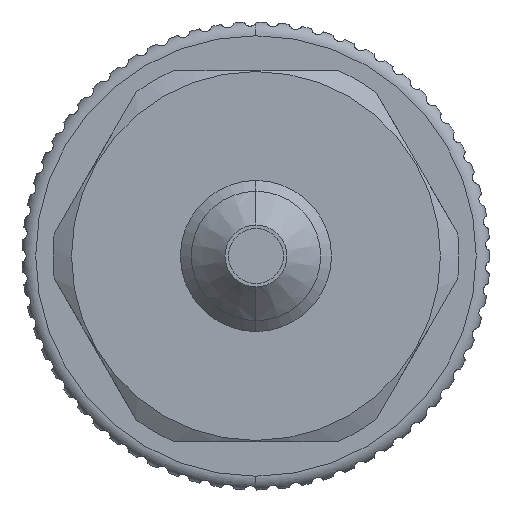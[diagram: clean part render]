
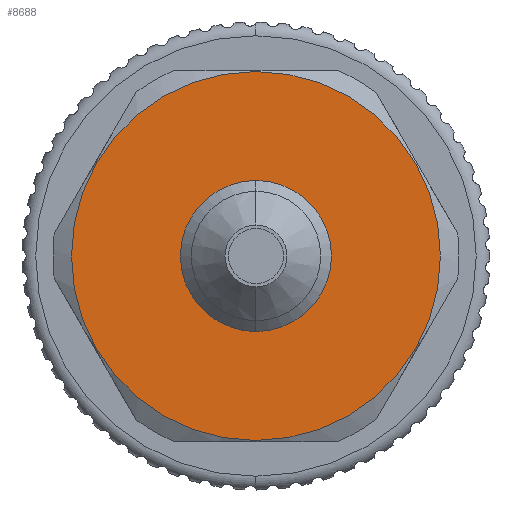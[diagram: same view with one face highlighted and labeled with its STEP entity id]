
A CAD part, front view. The second image highlights one B-rep face of the part: STEP entity #8688.
In plain terms, the highlighted planar face has unit normal (0, -1, 0).
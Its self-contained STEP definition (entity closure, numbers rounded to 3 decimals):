
#168 = DIRECTION ( 'NONE',  ( 0., 0., -1. ) ) ;
#354 = ORIENTED_EDGE ( 'NONE', *, *, #10633, .T. ) ;
#1138 = CIRCLE ( 'NONE', #3248, 13.4 ) ;
#1551 = FACE_OUTER_BOUND ( 'NONE', #6244, .T. ) ;
#1885 = VERTEX_POINT ( 'NONE', #6267 ) ;
#1985 = CARTESIAN_POINT ( 'NONE',  ( 0., 14., 0. ) ) ;
#2421 = EDGE_CURVE ( 'NONE', #10001, #6722, #6392, .T. ) ;
#2480 = DIRECTION ( 'NONE',  ( 0., 0., -1. ) ) ;
#2590 = ORIENTED_EDGE ( 'NONE', *, *, #2421, .F. ) ;
#2895 = DIRECTION ( 'NONE',  ( 0., 0., -1. ) ) ;
#2973 = CIRCLE ( 'NONE', #7050, 13.4 ) ;
#3248 = AXIS2_PLACEMENT_3D ( 'NONE', #3794, #9807, #4684 ) ;
#3358 = CARTESIAN_POINT ( 'NONE',  ( 0., 14., 0. ) ) ;
#3794 = CARTESIAN_POINT ( 'NONE',  ( 0., 14., 0. ) ) ;
#4225 = AXIS2_PLACEMENT_3D ( 'NONE', #11063, #7732, #2480 ) ;
#4268 = DIRECTION ( 'NONE',  ( 0., 0., -1. ) ) ;
#4315 = AXIS2_PLACEMENT_3D ( 'NONE', #10685, #5576, #168 ) ;
#4515 = FACE_BOUND ( 'NONE', #10443, .T. ) ;
#4684 = DIRECTION ( 'NONE',  ( 0., 0., -1. ) ) ;
#5311 = CARTESIAN_POINT ( 'NONE',  ( 0., 14., 5.488 ) ) ;
#5576 = DIRECTION ( 'NONE',  ( 0., -1., 0. ) ) ;
#6244 = EDGE_LOOP ( 'NONE', ( #8795, #354 ) ) ;
#6264 = VERTEX_POINT ( 'NONE', #10688 ) ;
#6267 = CARTESIAN_POINT ( 'NONE',  ( 0., 14., 13.4 ) ) ;
#6392 = CIRCLE ( 'NONE', #4315, 5.488 ) ;
#6722 = VERTEX_POINT ( 'NONE', #7417 ) ;
#7050 = AXIS2_PLACEMENT_3D ( 'NONE', #1985, #8123, #2895 ) ;
#7417 = CARTESIAN_POINT ( 'NONE',  ( 0., 14., -5.488 ) ) ;
#7503 = EDGE_CURVE ( 'NONE', #6722, #10001, #9213, .T. ) ;
#7632 = PLANE ( 'NONE',  #4225 ) ;
#7732 = DIRECTION ( 'NONE',  ( 0., -1., 0. ) ) ;
#8034 = ORIENTED_EDGE ( 'NONE', *, *, #7503, .F. ) ;
#8123 = DIRECTION ( 'NONE',  ( 0., -1., 0. ) ) ;
#8388 = EDGE_CURVE ( 'NONE', #1885, #6264, #1138, .T. ) ;
#8688 = ADVANCED_FACE ( 'NONE', ( #1551, #4515 ), #7632, .T. ) ;
#8795 = ORIENTED_EDGE ( 'NONE', *, *, #8388, .T. ) ;
#9213 = CIRCLE ( 'NONE', #9684, 5.488 ) ;
#9390 = DIRECTION ( 'NONE',  ( 0., -1., 0. ) ) ;
#9684 = AXIS2_PLACEMENT_3D ( 'NONE', #3358, #9390, #4268 ) ;
#9807 = DIRECTION ( 'NONE',  ( 0., -1., 0. ) ) ;
#10001 = VERTEX_POINT ( 'NONE', #5311 ) ;
#10443 = EDGE_LOOP ( 'NONE', ( #8034, #2590 ) ) ;
#10633 = EDGE_CURVE ( 'NONE', #6264, #1885, #2973, .T. ) ;
#10685 = CARTESIAN_POINT ( 'NONE',  ( 0., 14., 0. ) ) ;
#10688 = CARTESIAN_POINT ( 'NONE',  ( 0., 14., -13.4 ) ) ;
#11063 = CARTESIAN_POINT ( 'NONE',  ( 13.4, 14., 0. ) ) ;
